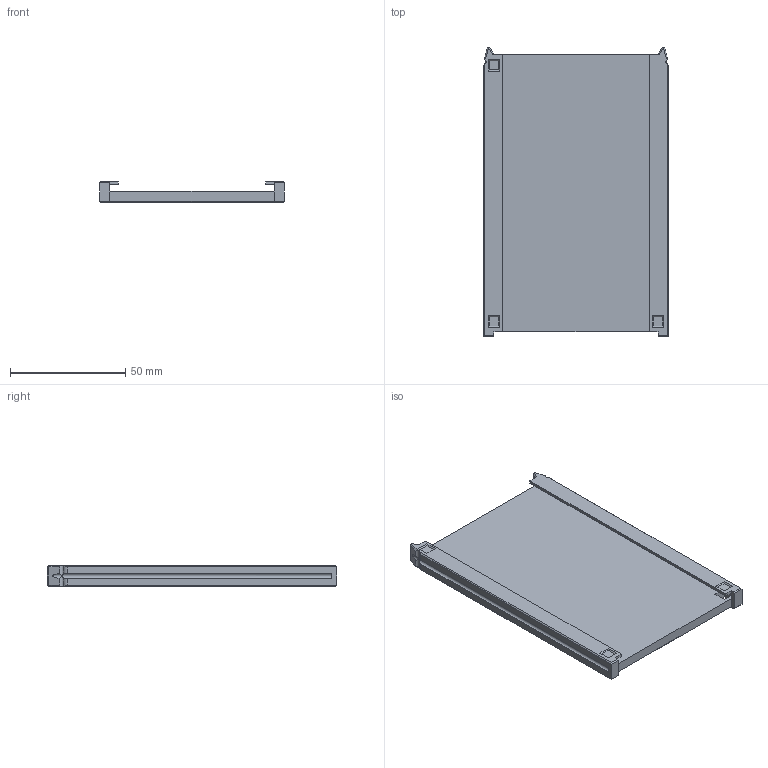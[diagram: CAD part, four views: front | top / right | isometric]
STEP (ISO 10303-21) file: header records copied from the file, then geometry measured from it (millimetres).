
FILE_DESCRIPTION( ( '' ), ' ' );
FILE_NAME( '592b4e4ef11ae5108b96b074.step', '2017-05-28T22:25:19', ( '' ), ( '' ), ' ', ' ', ' ' );
FILE_SCHEMA( ( 'AUTOMOTIVE_DESIGN { 1 0 10303 214 1 1 1 1 }' ) );
Length unit declared in the file: metre
Products named in the file (1): arena_glassLid_template
Bounding box: 80 x 125.22 x 9 mm (x, y, z)
Volume: 49288.8 mm3; surface area: 26165 mm2
Topology: 1 solids, 1 shells, 121 faces, 317 edges, 198 vertices
Faces by surface type: plane 105, cylinder 12, bspline 4
Entity records: 4667 total; most frequent: CARTESIAN_POINT 745, ORIENTED_EDGE 634, DIRECTION 559, EDGE_CURVE 317, LINE 267, VECTOR 267, VERTEX_POINT 198, AXIS2_PLACEMENT_3D 146
